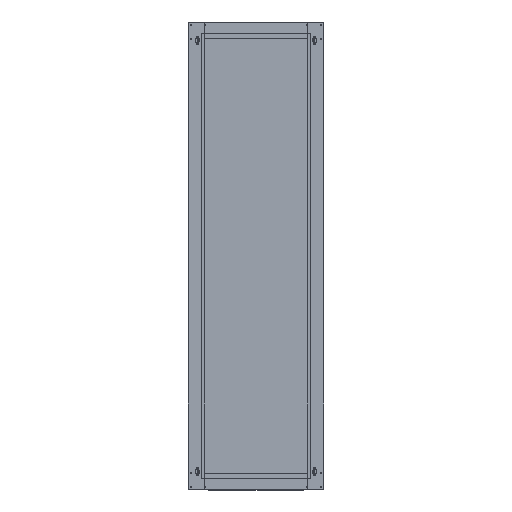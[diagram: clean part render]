
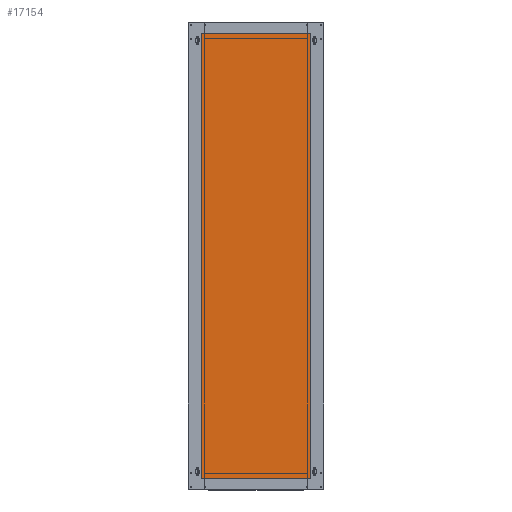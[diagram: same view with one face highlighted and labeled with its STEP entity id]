
A CAD part, top view. The second image highlights one B-rep face of the part: STEP entity #17154.
In plain terms, the highlighted planar face has unit normal (0, 0, 1).
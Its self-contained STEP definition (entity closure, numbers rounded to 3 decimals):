
#950 = EDGE_CURVE ( 'NONE', #28722, #4083, #11130, .T. ) ;
#961 = CARTESIAN_POINT ( 'NONE',  ( 476., -1923., 1. ) ) ;
#1264 = LINE ( 'NONE', #32040, #18255 ) ;
#2309 = LINE ( 'NONE', #24027, #13853 ) ;
#4083 = VERTEX_POINT ( 'NONE', #25540 ) ;
#5331 = ORIENTED_EDGE ( 'NONE', *, *, #950, .T. ) ;
#6054 = CARTESIAN_POINT ( 'NONE',  ( 0., -1923., 1. ) ) ;
#6376 = EDGE_CURVE ( 'NONE', #21986, #30931, #1264, .T. ) ;
#8010 = CARTESIAN_POINT ( 'NONE',  ( 0., -1923., 1. ) ) ;
#11130 = LINE ( 'NONE', #26596, #29083 ) ;
#12602 = AXIS2_PLACEMENT_3D ( 'NONE', #24894, #18670, #20354 ) ;
#13853 = VECTOR ( 'NONE', #32877, 1000. ) ;
#16765 = DIRECTION ( 'NONE',  ( 0., -1., 0. ) ) ;
#17154 = ADVANCED_FACE ( 'NONE', ( #23569 ), #37195, .T. ) ;
#18255 = VECTOR ( 'NONE', #16765, 1000. ) ;
#18670 = DIRECTION ( 'NONE',  ( 0., 0., 1. ) ) ;
#20286 = DIRECTION ( 'NONE',  ( 1., 0., 0. ) ) ;
#20354 = DIRECTION ( 'NONE',  ( 1., 0., 0. ) ) ;
#21986 = VERTEX_POINT ( 'NONE', #30276 ) ;
#22992 = VECTOR ( 'NONE', #20286, 1000. ) ;
#23569 = FACE_OUTER_BOUND ( 'NONE', #39035, .T. ) ;
#24027 = CARTESIAN_POINT ( 'NONE',  ( 0., 0., 1. ) ) ;
#24894 = CARTESIAN_POINT ( 'NONE',  ( 0., 0., 1. ) ) ;
#25540 = CARTESIAN_POINT ( 'NONE',  ( 476., 0., 1. ) ) ;
#26596 = CARTESIAN_POINT ( 'NONE',  ( 476., 0., 1. ) ) ;
#27873 = ORIENTED_EDGE ( 'NONE', *, *, #6376, .T. ) ;
#28598 = ORIENTED_EDGE ( 'NONE', *, *, #39589, .T. ) ;
#28722 = VERTEX_POINT ( 'NONE', #961 ) ;
#29083 = VECTOR ( 'NONE', #33270, 1000. ) ;
#30276 = CARTESIAN_POINT ( 'NONE',  ( 0., 0., 1. ) ) ;
#30931 = VERTEX_POINT ( 'NONE', #6054 ) ;
#32040 = CARTESIAN_POINT ( 'NONE',  ( 0., 0., 1. ) ) ;
#32101 = EDGE_CURVE ( 'NONE', #4083, #21986, #2309, .T. ) ;
#32877 = DIRECTION ( 'NONE',  ( -1., 0., 0. ) ) ;
#33270 = DIRECTION ( 'NONE',  ( 0., 1., 0. ) ) ;
#37195 = PLANE ( 'NONE',  #12602 ) ;
#38924 = ORIENTED_EDGE ( 'NONE', *, *, #32101, .T. ) ;
#39035 = EDGE_LOOP ( 'NONE', ( #27873, #28598, #5331, #38924 ) ) ;
#39589 = EDGE_CURVE ( 'NONE', #30931, #28722, #39629, .T. ) ;
#39629 = LINE ( 'NONE', #8010, #22992 ) ;
